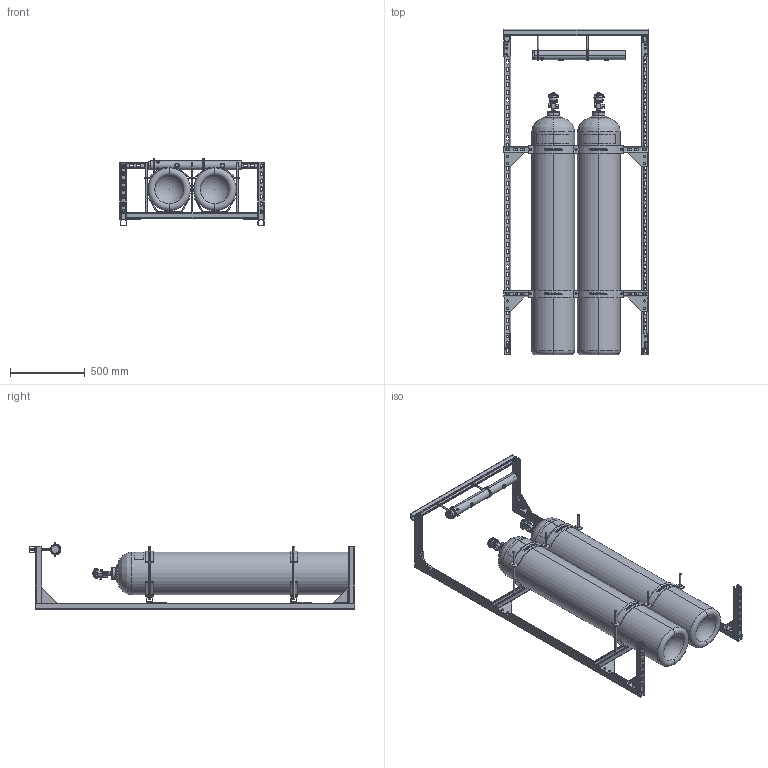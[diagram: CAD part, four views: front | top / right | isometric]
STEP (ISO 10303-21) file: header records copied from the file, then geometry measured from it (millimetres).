
FILE_DESCRIPTION (( 'STEP AP214' ), '1' );
FILE_NAME ('Cylinder Storage Rack, 80L, Metal Framing, Galvanized (4 cylinder 2x2) Two Cylinders.STEP', '2020-05-05T15:52:52', ( '' ), ( '' ), 'SwSTEP 2.0', 'SolidWorks 2019', '' );
FILE_SCHEMA (( 'AUTOMOTIVE_DESIGN' ));
Length unit declared in the file: inch
Products named in the file (34): V_MULLER_470B0019.stp; 470B0019_HEX NUT.stp; P-000-950-111 (-05).stp; Base Plate 2_MIR.stp; Base Plate.stp; Support 1.stp; V-000-950-101.stp; Clamp.stp; 14 inch Rod.stp; Plate 1.stp; 470B0019_HANDLE.stp; 11BC615P_CYLINDER.stp; PLUG_HEX HD_1.500 NPT M_CL 3000_ALY STL_GALV.stp; Stand.stp; Clamp Assembly.stp; Restraint B.stp; Cylinder Storage Rack, 80L, Metal Framing, Galvanized (4 cylinder 2x2) Two Cylinders.stp; 470B0019_HOUSING.stp; Restraint F.stp; Stand 3.stp; Cylinder Storage Rack, 80L, Metal Framing, Galvanized (4 cylinder 2x2) Two Cylinders; PLUG_HEX HD_0.250 NPT M_CL 3000_ALY STL_GALV.stp; 5342^V-000-950-101.stp; 470B0019_PLATE.stp; P-000-950-110(-05).stp; Plate 2.stp; Rode 2.stp; Base Plate 2.stp; Support 2..stp; Clamp 2.stp; Stand 2.stp
Assembly tree (59 placements, depth 5):
  Cylinder Storage Rack, 80L, Metal Framing, Galvanized (4 cylinder 2x2) Two Cylinders
    Cylinder Storage Rack, 80L, Metal Framing, Galvanized (4 cylinder 2x2) Two Cylinders.stp
      Clamp Assembly.stp
        Clamp.stp
        Clamp 2.stp
      Clamp Assembly.stp
        Clamp.stp
        Clamp 2.stp
      V-000-950-101.stp
        V_MULLER_470B0019.stp
          470B0019_HOUSING.stp
          470B0019_PLATE.stp
          470B0019_HANDLE.stp
          470B0019_HEX NUT.stp
        11BC615P_CYLINDER.stp
        5342^V-000-950-101.stp
      V-000-950-101.stp
        V_MULLER_470B0019.stp
          470B0019_HOUSING.stp
          470B0019_PLATE.stp
          470B0019_HANDLE.stp
          470B0019_HEX NUT.stp
        11BC615P_CYLINDER.stp
        5342^V-000-950-101.stp
      P-000-950-111 (-05).stp
        PLUG_HEX HD_1.500 NPT M_CL 3000_ALY STL_GALV.stp
        PLUG_HEX HD_0.250 NPT M_CL 3000_ALY STL_GALV.stp  x2
        P-000-950-110(-05).stp
      Stand.stp  x2
      Stand 3.stp
      Stand 2.stp  x2
      Base Plate.stp  x2
      Base Plate 2.stp
      Base Plate 2_MIR.stp
      Support 2..stp  x2
      Plate 1.stp  x2
      Plate 2.stp  x2
      Support 1.stp  x2
      Restraint B.stp  x4
      Rode 2.stp  x2
      Restraint F.stp  x2
      14 inch Rod.stp  x6
Bounding box: 965.2 x 2175.14 x 447.68 mm (x, y, z)
Volume: 32758572.7 mm3; surface area: 9218480.5 mm2
Topology: 53 solids, 53 shells, 3295 faces, 8746 edges, 5690 vertices
Faces by surface type: plane 1403, cylinder 1162, bspline 330, cone 232, torus 136, sphere 32
Entity records: 84786 total; most frequent: CARTESIAN_POINT 39685, ORIENTED_EDGE 9146, DIRECTION 8811, EDGE_CURVE 4573, AXIS2_PLACEMENT_3D 3294, VERTEX_POINT 2978, LINE 2223, VECTOR 2223
